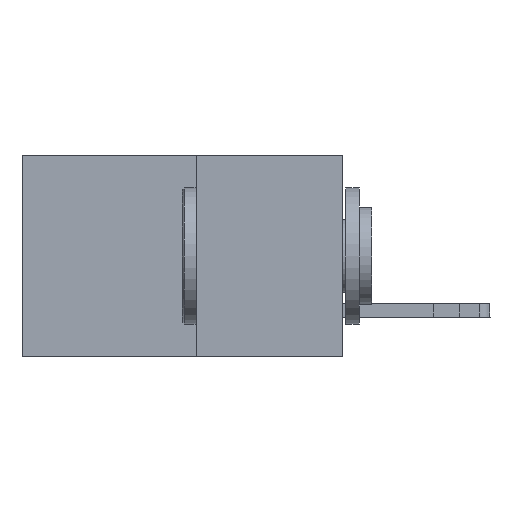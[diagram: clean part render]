
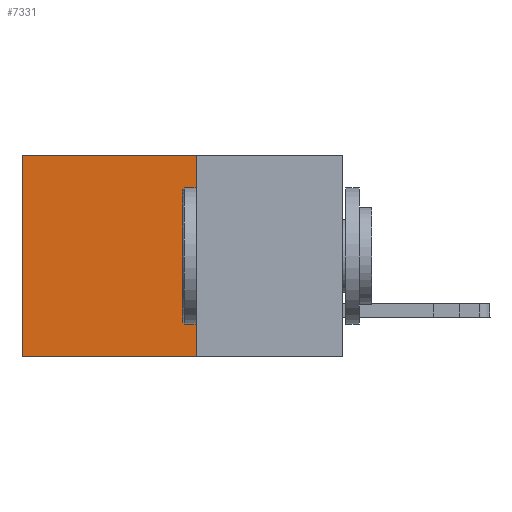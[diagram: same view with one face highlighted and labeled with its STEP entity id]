
A CAD part, left-side view. The second image highlights one B-rep face of the part: STEP entity #7331.
In plain terms, the highlighted planar face has unit normal (-1, 0, 0).
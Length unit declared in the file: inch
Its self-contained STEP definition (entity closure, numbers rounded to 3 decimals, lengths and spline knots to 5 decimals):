
#253 = DIRECTION ( 'NONE',  ( 0., 0., -1. ) ) ;
#322 = CARTESIAN_POINT ( 'NONE',  ( 0.277, 0.27, -0.37 ) ) ;
#623 = CARTESIAN_POINT ( 'NONE',  ( 0.277, 0.59, -0.37 ) ) ;
#1003 = DIRECTION ( 'NONE',  ( 0., 1., 0. ) ) ;
#1032 = LINE ( 'NONE', #9566, #28325 ) ;
#4665 = EDGE_CURVE ( 'NONE', #21831, #28353, #7774, .T. ) ;
#5029 = ORIENTED_EDGE ( 'NONE', *, *, #11417, .T. ) ;
#5858 = VERTEX_POINT ( 'NONE', #12944 ) ;
#6937 = PLANE ( 'NONE',  #11687 ) ;
#7331 = ADVANCED_FACE ( 'NONE', ( #9973 ), #6937, .F. ) ;
#7404 = ORIENTED_EDGE ( 'NONE', *, *, #4665, .F. ) ;
#7579 = EDGE_CURVE ( 'NONE', #16062, #5858, #14601, .T. ) ;
#7774 = LINE ( 'NONE', #25558, #8070 ) ;
#7827 = CARTESIAN_POINT ( 'NONE',  ( 0.277, 0.27, 0. ) ) ;
#8070 = VECTOR ( 'NONE', #1003, 39.37008 ) ;
#9280 = DIRECTION ( 'NONE',  ( 1., 0., 0. ) ) ;
#9566 = CARTESIAN_POINT ( 'NONE',  ( 0.277, 0.27, -0.37 ) ) ;
#9973 = FACE_OUTER_BOUND ( 'NONE', #16113, .T. ) ;
#11061 = EDGE_CURVE ( 'NONE', #16062, #21831, #1032, .T. ) ;
#11417 = EDGE_CURVE ( 'NONE', #5858, #28353, #14198, .T. ) ;
#11687 = AXIS2_PLACEMENT_3D ( 'NONE', #322, #9280, #14690 ) ;
#12944 = CARTESIAN_POINT ( 'NONE',  ( 0.277, 0.59, 0. ) ) ;
#13184 = CARTESIAN_POINT ( 'NONE',  ( 0.277, 0.27, -0.37 ) ) ;
#14198 = LINE ( 'NONE', #18052, #25509 ) ;
#14601 = LINE ( 'NONE', #7827, #28566 ) ;
#14690 = DIRECTION ( 'NONE',  ( 0., 0., -1. ) ) ;
#16062 = VERTEX_POINT ( 'NONE', #26516 ) ;
#16113 = EDGE_LOOP ( 'NONE', ( #5029, #7404, #21113, #18697 ) ) ;
#18052 = CARTESIAN_POINT ( 'NONE',  ( 0.277, 0.59, -0.37 ) ) ;
#18697 = ORIENTED_EDGE ( 'NONE', *, *, #7579, .T. ) ;
#21113 = ORIENTED_EDGE ( 'NONE', *, *, #11061, .F. ) ;
#21831 = VERTEX_POINT ( 'NONE', #13184 ) ;
#23124 = DIRECTION ( 'NONE',  ( 0., 1., 0. ) ) ;
#25509 = VECTOR ( 'NONE', #253, 39.37008 ) ;
#25558 = CARTESIAN_POINT ( 'NONE',  ( 0.277, 0.27, -0.37 ) ) ;
#25719 = DIRECTION ( 'NONE',  ( 0., 0., -1. ) ) ;
#26516 = CARTESIAN_POINT ( 'NONE',  ( 0.277, 0.27, 0. ) ) ;
#28325 = VECTOR ( 'NONE', #25719, 39.37008 ) ;
#28353 = VERTEX_POINT ( 'NONE', #623 ) ;
#28566 = VECTOR ( 'NONE', #23124, 39.37008 ) ;
